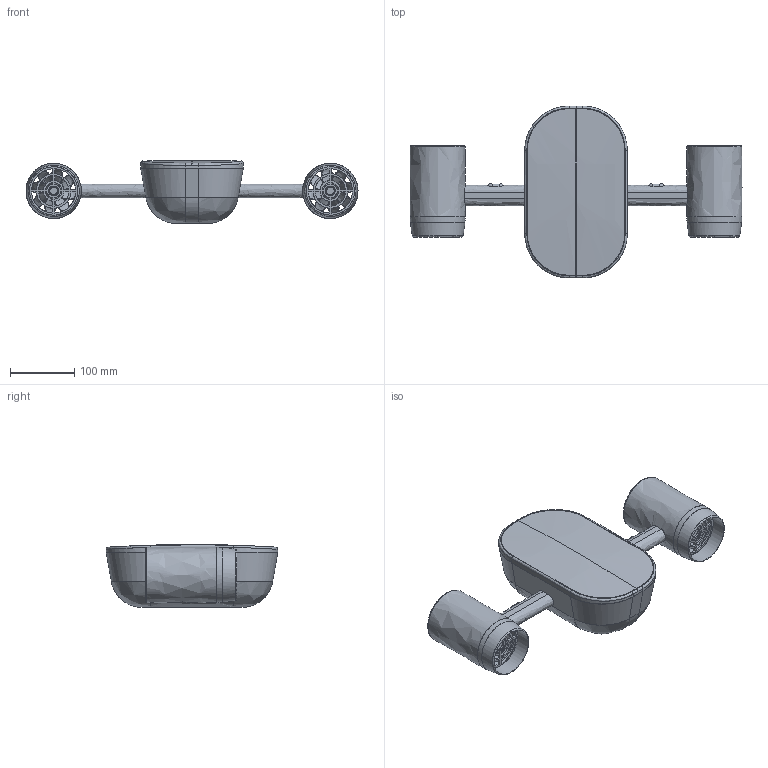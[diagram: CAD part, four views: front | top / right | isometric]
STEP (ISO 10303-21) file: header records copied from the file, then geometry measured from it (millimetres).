
FILE_DESCRIPTION(('FreeCAD Model'),'2;1');
FILE_NAME('Open CASCADE Shape Model','2025-05-03T19:00:35',('FreeCAD'),( 'FreeCAD'),'Open CASCADE STEP processor 7.6','FreeCAD','Unknown');
FILE_SCHEMA(('AUTOMOTIVE_DESIGN { 1 0 10303 214 1 1 1 1 }'));
Products named in the file (1): Open CASCADE STEP translator 7.6 1
Bounding box: 518.71 x 268.23 x 98.29 mm (x, y, z)
Surface area: 582375 mm2 (no closed solid volume)
Topology: 0 solids, 470 shells, 470 faces, 4134 edges, 4090 vertices
Faces by surface type: bspline 470
Entity records: 56150 total; most frequent: CARTESIAN_POINT 37351, ORIENTED_EDGE 4134, EDGE_CURVE 4134, VERTEX_POINT 4090, B_SPLINE_CURVE_WITH_KNOTS 3580, FACE_BOUND 599, EDGE_LOOP 599, SHELL_BASED_SURFACE_MODEL 470
